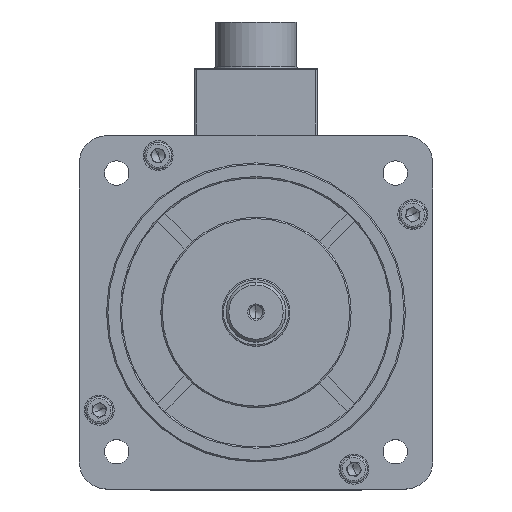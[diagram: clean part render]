
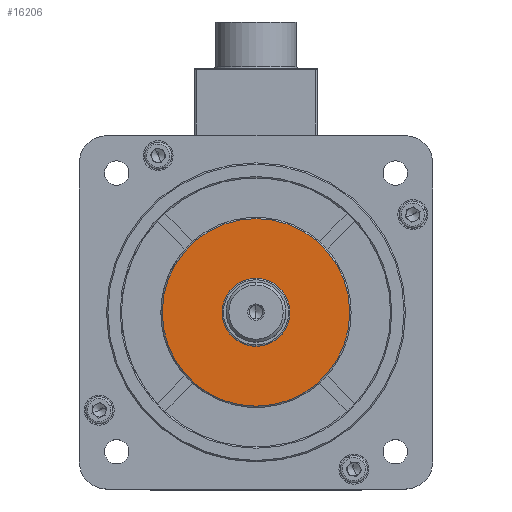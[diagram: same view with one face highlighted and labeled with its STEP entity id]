
A CAD part, top view. The second image highlights one B-rep face of the part: STEP entity #16206.
In plain terms, the highlighted planar face has unit normal (0, 0, 1).
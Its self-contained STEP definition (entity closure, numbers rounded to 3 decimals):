
#3127 = CARTESIAN_POINT ( 'NONE',  ( 166.859, 86.541, 61.207 ) ) ;
#6195 = ORIENTED_EDGE ( 'NONE', *, *, #31833, .T. ) ;
#6623 = CARTESIAN_POINT ( 'NONE',  ( 201.359, 86.541, 61.207 ) ) ;
#6950 = EDGE_CURVE ( 'NONE', #33079, #26639, #36082, .T. ) ;
#8771 = DIRECTION ( 'NONE',  ( 1., 0., 0. ) ) ;
#12687 = CARTESIAN_POINT ( 'NONE',  ( 201.359, 86.541, 61.207 ) ) ;
#14295 = ORIENTED_EDGE ( 'NONE', *, *, #6950, .T. ) ;
#16206 = ADVANCED_FACE ( 'NONE', ( #30157 ), #37274, .T. ) ;
#22158 = AXIS2_PLACEMENT_3D ( 'NONE', #42855, #39604, #29066 ) ;
#23952 = EDGE_LOOP ( 'NONE', ( #6195, #14295 ) ) ;
#25063 = CARTESIAN_POINT ( 'NONE',  ( 235.859, 86.541, 61.207 ) ) ;
#26639 = VERTEX_POINT ( 'NONE', #3127 ) ;
#29066 = DIRECTION ( 'NONE',  ( 1., 0., 0. ) ) ;
#30157 = FACE_OUTER_BOUND ( 'NONE', #23952, .T. ) ;
#30339 = CIRCLE ( 'NONE', #38402, 34.5 ) ;
#31833 = EDGE_CURVE ( 'NONE', #26639, #33079, #30339, .T. ) ;
#33079 = VERTEX_POINT ( 'NONE', #25063 ) ;
#33146 = DIRECTION ( 'NONE',  ( 0., 0., 1. ) ) ;
#34894 = DIRECTION ( 'NONE',  ( 0., 0., 1. ) ) ;
#35209 = AXIS2_PLACEMENT_3D ( 'NONE', #12687, #33146, #8771 ) ;
#35342 = DIRECTION ( 'NONE',  ( 1., 0., 0. ) ) ;
#36082 = CIRCLE ( 'NONE', #22158, 34.5 ) ;
#37274 = PLANE ( 'NONE',  #35209 ) ;
#38402 = AXIS2_PLACEMENT_3D ( 'NONE', #6623, #34894, #35342 ) ;
#39604 = DIRECTION ( 'NONE',  ( 0., 0., 1. ) ) ;
#42855 = CARTESIAN_POINT ( 'NONE',  ( 201.359, 86.541, 61.207 ) ) ;
